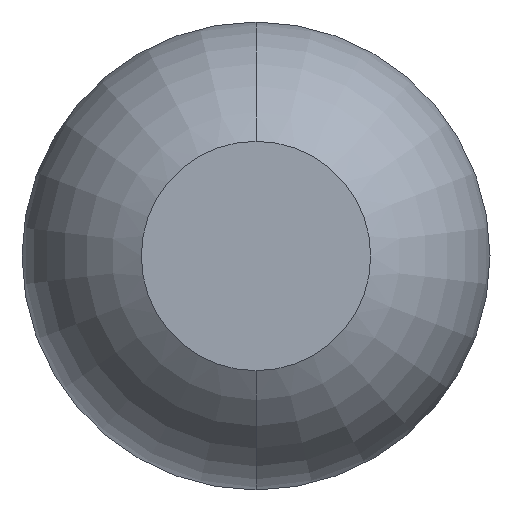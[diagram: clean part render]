
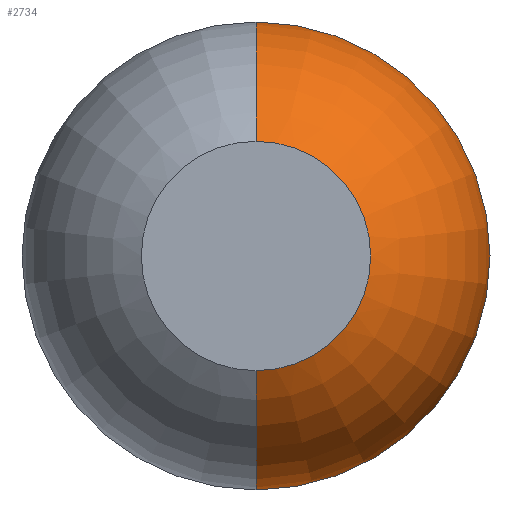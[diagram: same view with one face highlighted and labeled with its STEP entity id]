
A CAD part, front view. The second image highlights one B-rep face of the part: STEP entity #2734.
In plain terms, the highlighted toroidal (fillet/blend) face has major radius 0.01 mm and minor radius 0.5 mm.
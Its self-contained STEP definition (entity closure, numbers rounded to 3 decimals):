
#95 = ORIENTED_EDGE ( 'NONE', *, *, #738, .F. ) ;
#244 = DIRECTION ( 'NONE',  ( -1., 0., 0. ) ) ;
#323 = AXIS2_PLACEMENT_3D ( 'NONE', #658, #1560, #3372 ) ;
#482 = DIRECTION ( 'NONE',  ( 0., 0., 1. ) ) ;
#524 = AXIS2_PLACEMENT_3D ( 'NONE', #3878, #848, #1450 ) ;
#558 = CIRCLE ( 'NONE', #2850, 0.5 ) ;
#658 = CARTESIAN_POINT ( 'NONE',  ( 0., -29.961, 0. ) ) ;
#738 = EDGE_CURVE ( 'NONE', #1665, #2397, #558, .T. ) ;
#749 = CIRCLE ( 'NONE', #323, 0.51 ) ;
#848 = DIRECTION ( 'NONE',  ( 1., 0., 0. ) ) ;
#898 = EDGE_CURVE ( 'Defeature ausgef�hrt1_6+Defeature ausgef�hrt1_5+Defeature ausgef�hrt1_5+Defeature ausgef�hrt1_5', #2397, #2289, #749, .T. ) ;
#992 = VERTEX_POINT ( 'NONE', #3175 ) ;
#1019 = DIRECTION ( 'NONE',  ( 0., 0., 1. ) ) ;
#1118 = ORIENTED_EDGE ( 'NONE', *, *, #3454, .F. ) ;
#1153 = CARTESIAN_POINT ( 'NONE',  ( 0., -29.961, 0.01 ) ) ;
#1272 = EDGE_CURVE ( 'NONE', #992, #2289, #2844, .T. ) ;
#1312 = FACE_OUTER_BOUND ( 'NONE', #2521, .T. ) ;
#1426 = CARTESIAN_POINT ( 'NONE',  ( 0., -30.4, 0. ) ) ;
#1450 = DIRECTION ( 'NONE',  ( 0., 0., -1. ) ) ;
#1499 = CIRCLE ( 'NONE', #2557, 0.25 ) ;
#1560 = DIRECTION ( 'NONE',  ( 0., 1., 0. ) ) ;
#1665 = VERTEX_POINT ( 'NONE', #2383 ) ;
#1741 = DIRECTION ( 'NONE',  ( 0., 0., -1. ) ) ;
#1966 = CARTESIAN_POINT ( 'NONE',  ( 0., -29.961, 0.51 ) ) ;
#2227 = AXIS2_PLACEMENT_3D ( 'NONE', #2462, #2754, #1019 ) ;
#2289 = VERTEX_POINT ( 'NONE', #3154 ) ;
#2383 = CARTESIAN_POINT ( 'NONE',  ( 0., -30.4, 0.25 ) ) ;
#2397 = VERTEX_POINT ( 'NONE', #1966 ) ;
#2462 = CARTESIAN_POINT ( 'NONE',  ( 0., -29.961, 0. ) ) ;
#2521 = EDGE_LOOP ( 'NONE', ( #1118, #3633, #3269, #95 ) ) ;
#2557 = AXIS2_PLACEMENT_3D ( 'NONE', #1426, #2683, #1741 ) ;
#2683 = DIRECTION ( 'NONE',  ( 0., -1., 0. ) ) ;
#2734 = ADVANCED_FACE ( 'Defeature ausgef�hrt1_5', ( #1312 ), #3613, .T. ) ;
#2754 = DIRECTION ( 'NONE',  ( 0., 1., 0. ) ) ;
#2844 = CIRCLE ( 'NONE', #524, 0.5 ) ;
#2850 = AXIS2_PLACEMENT_3D ( 'NONE', #1153, #244, #482 ) ;
#3154 = CARTESIAN_POINT ( 'NONE',  ( 0., -29.961, -0.51 ) ) ;
#3175 = CARTESIAN_POINT ( 'NONE',  ( 0., -30.4, -0.25 ) ) ;
#3269 = ORIENTED_EDGE ( 'NONE', *, *, #898, .F. ) ;
#3372 = DIRECTION ( 'NONE',  ( 0., 0., 1. ) ) ;
#3454 = EDGE_CURVE ( 'Defeature ausgef�hrt1_10+Defeature ausgef�hrt1_5+Defeature ausgef�hrt1_5+Defeature ausgef�hrt1_5', #992, #1665, #1499, .T. ) ;
#3613 = TOROIDAL_SURFACE ( 'NONE', #2227, 0.01, 0.5 ) ;
#3633 = ORIENTED_EDGE ( 'NONE', *, *, #1272, .T. ) ;
#3878 = CARTESIAN_POINT ( 'NONE',  ( 0., -29.961, -0.01 ) ) ;
